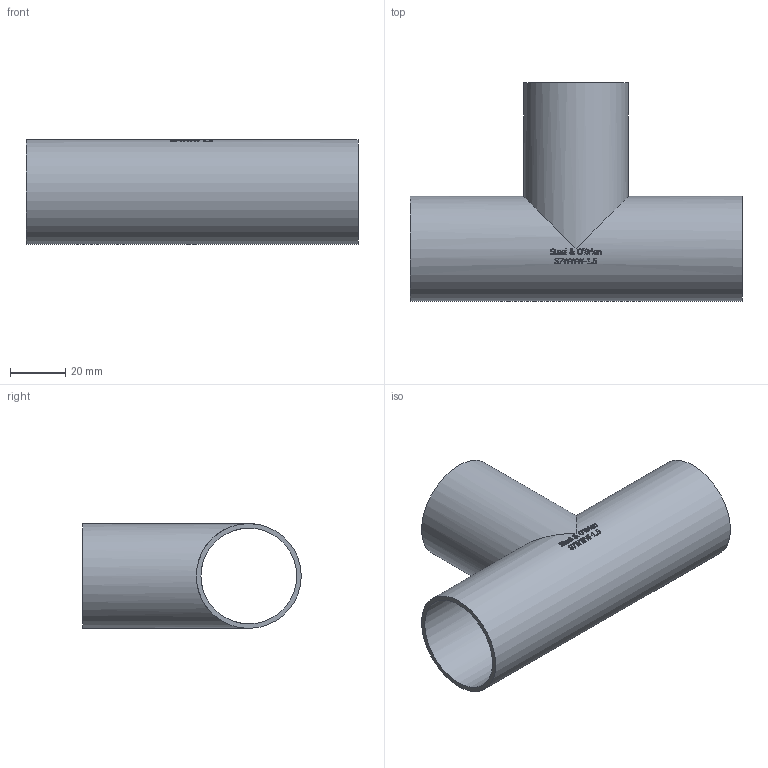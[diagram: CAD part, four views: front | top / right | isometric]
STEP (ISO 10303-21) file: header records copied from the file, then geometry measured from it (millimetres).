
FILE_DESCRIPTION(/* description */ (''),/* implementation_level */ '2;1');
FILE_NAME(/* name */ 'S7WWW-1.5.stp',/* time_stamp */ '2018-11-28T09:03:43-05:00',/* author */ ('ken'),/* organization */ (''),/* preprocessor_version */ 'ST-DEVELOPER v15.2',/* originating_system */ 'Autodesk Inventor 2014',/* authorisation */ '');
FILE_SCHEMA (('AUTOMOTIVE_DESIGN { 1 0 10303 214 3 1 1 }'));
Length unit declared in the file: inch
Products named in the file (1): S7WWW-1.5
Bounding box: 120.65 x 79.38 x 38.1 mm (x, y, z)
Volume: 29821.2 mm3; surface area: 36712.6 mm2
Topology: 1 solids, 1 shells, 342 faces, 933 edges, 623 vertices
Faces by surface type: plane 158, bspline 149, cylinder 35
Full cylindrical faces by diameter (mm): 34.798 x2, 38.1 x2
Entity records: 13609 total; most frequent: CARTESIAN_POINT 5787, ORIENTED_EDGE 1844, DIRECTION 1190, EDGE_CURVE 922, VERTEX_POINT 618, LINE 446, VECTOR 446, EDGE_LOOP 382
